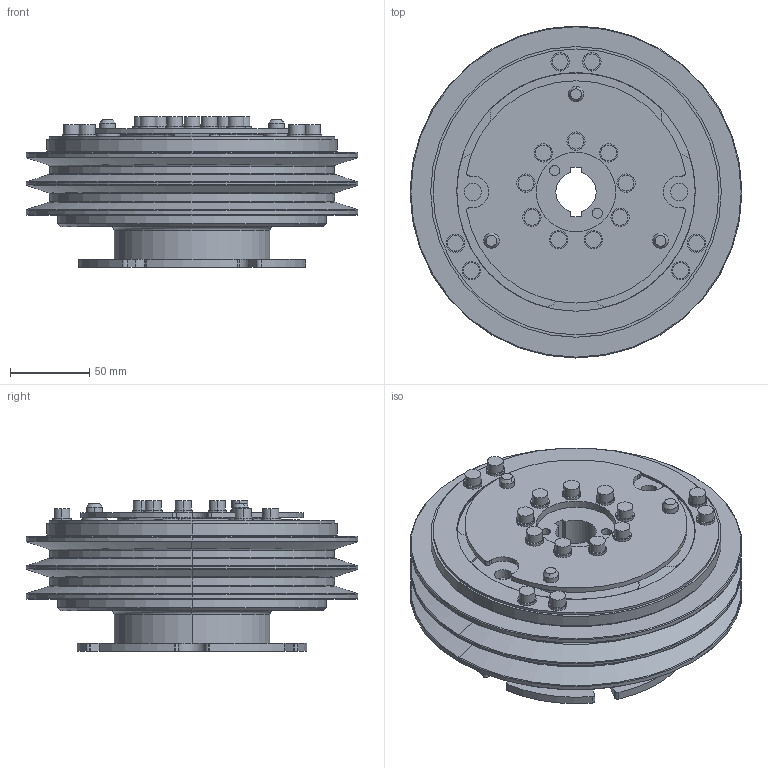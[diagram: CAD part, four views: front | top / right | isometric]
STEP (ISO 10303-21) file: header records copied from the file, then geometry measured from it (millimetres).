
FILE_DESCRIPTION (( 'STEP AP203' ), '1' );
FILE_NAME ('MMC 28E-02_80001708_乾式単板電磁クラッチ組立.STEP', '2016-03-25T00:25:31', ( ' ' ), ( '' ), 'SwSTEP 2.0', 'SolidWorks 2009', '' );
FILE_SCHEMA (( 'CONFIG_CONTROL_DESIGN' ));
Length unit declared in the file: millimetre
Products named in the file (1): MMC 28E-02_80001708_乾式単板電磁クラッチ組立
Bounding box: 209 x 209 x 95 mm (x, y, z)
Volume: 1791009.1 mm3; surface area: 250364 mm2
Topology: 1 solids, 1 shells, 324 faces, 751 edges, 486 vertices
Faces by surface type: cylinder 179, plane 91, cone 36, torus 18
Entity records: 9940 total; most frequent: CARTESIAN_POINT 2126, DIRECTION 1781, ORIENTED_EDGE 1502, EDGE_CURVE 751, AXIS2_PLACEMENT_3D 745, VERTEX_POINT 486, CIRCLE 420, EDGE_LOOP 389
